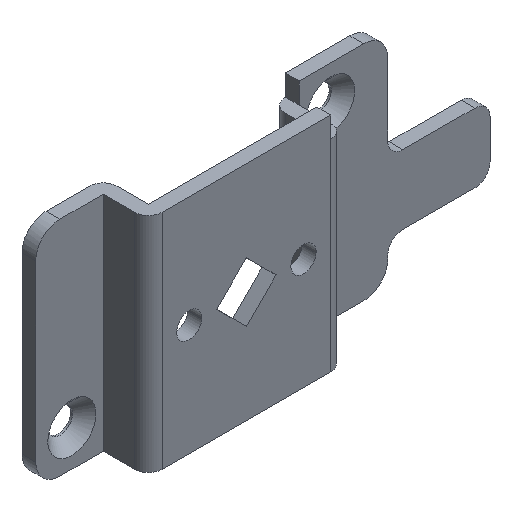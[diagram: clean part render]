
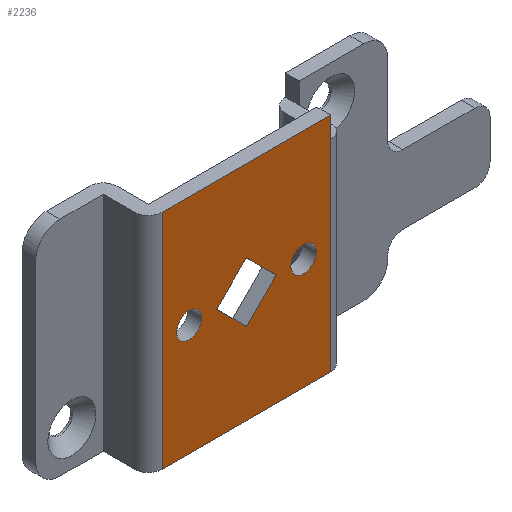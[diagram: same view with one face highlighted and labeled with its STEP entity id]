
A CAD part, isometric view. The second image highlights one B-rep face of the part: STEP entity #2236.
In plain terms, the highlighted free-form (B-spline) face has degree [1, 1] with [2, 2] control points.
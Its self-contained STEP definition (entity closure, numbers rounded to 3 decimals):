
#718=CARTESIAN_POINT('',(-9.5,-32.3,2.1));
#719=VERTEX_POINT('',#718);
#720=CARTESIAN_POINT('',(-11.594,-32.3,0.165));
#721=VERTEX_POINT('',#720);
#722=CARTESIAN_POINT('',(-9.5,-32.3,2.1));
#723=CARTESIAN_POINT('',(-11.441,-32.3,2.1));
#724=CARTESIAN_POINT('',(-11.594,-32.3,0.165));
#732=(BOUNDED_CURVE()B_SPLINE_CURVE(2,(#722,#723,#724),.UNSPECIFIED.,.F.,.U.)B_SPLINE_CURVE_WITH_KNOTS((3,3),(0.0,0.236),.UNSPECIFIED.)CURVE()GEOMETRIC_REPRESENTATION_ITEM()RATIONAL_B_SPLINE_CURVE((1.0,0.723,0.97))REPRESENTATION_ITEM(''));
#733=EDGE_CURVE('',#719,#721,#732,.T.);
#774=CARTESIAN_POINT('',(-7.406,-32.3,-0.165));
#775=VERTEX_POINT('',#774);
#781=CARTESIAN_POINT('',(-7.406,-32.3,-0.165));
#782=CARTESIAN_POINT('',(-7.4,-32.3,-0.083));
#783=CARTESIAN_POINT('',(-7.4,-32.3,0.0));
#784=CARTESIAN_POINT('',(-7.4,-32.3,2.1));
#785=CARTESIAN_POINT('',(-9.5,-32.3,2.1));
#793=(BOUNDED_CURVE()B_SPLINE_CURVE(2,(#781,#782,#783,#784,#785),.UNSPECIFIED.,.F.,.U.)B_SPLINE_CURVE_WITH_KNOTS((3,2,3),(0.736,0.75,1.0),.UNSPECIFIED.)CURVE()GEOMETRIC_REPRESENTATION_ITEM()RATIONAL_B_SPLINE_CURVE((0.97,0.984,1.0,0.707,1.0))REPRESENTATION_ITEM(''));
#794=EDGE_CURVE('',#775,#719,#793,.T.);
#817=CARTESIAN_POINT('',(-9.5,-32.3,-2.1));
#818=VERTEX_POINT('',#817);
#819=CARTESIAN_POINT('',(-11.594,-32.3,0.165));
#820=CARTESIAN_POINT('',(-11.6,-32.3,0.083));
#821=CARTESIAN_POINT('',(-11.6,-32.3,0.0));
#822=CARTESIAN_POINT('',(-11.6,-32.3,-2.1));
#823=CARTESIAN_POINT('',(-9.5,-32.3,-2.1));
#831=(BOUNDED_CURVE()B_SPLINE_CURVE(2,(#819,#820,#821,#822,#823),.UNSPECIFIED.,.F.,.U.)B_SPLINE_CURVE_WITH_KNOTS((3,2,3),(0.236,0.25,0.5),.UNSPECIFIED.)CURVE()GEOMETRIC_REPRESENTATION_ITEM()RATIONAL_B_SPLINE_CURVE((0.97,0.984,1.0,0.707,1.0))REPRESENTATION_ITEM(''));
#832=EDGE_CURVE('',#721,#818,#831,.T.);
#834=CARTESIAN_POINT('',(-9.5,-32.3,-2.1));
#835=CARTESIAN_POINT('',(-7.559,-32.3,-2.1));
#836=CARTESIAN_POINT('',(-7.406,-32.3,-0.165));
#844=(BOUNDED_CURVE()B_SPLINE_CURVE(2,(#834,#835,#836),.UNSPECIFIED.,.F.,.U.)B_SPLINE_CURVE_WITH_KNOTS((3,3),(0.5,0.736),.UNSPECIFIED.)CURVE()GEOMETRIC_REPRESENTATION_ITEM()RATIONAL_B_SPLINE_CURVE((1.0,0.723,0.97))REPRESENTATION_ITEM(''));
#845=EDGE_CURVE('',#818,#775,#844,.T.);
#900=CARTESIAN_POINT('',(9.5,-32.3,2.1));
#901=VERTEX_POINT('',#900);
#902=CARTESIAN_POINT('',(7.406,-32.3,0.165));
#903=VERTEX_POINT('',#902);
#904=CARTESIAN_POINT('',(9.5,-32.3,2.1));
#905=CARTESIAN_POINT('',(7.559,-32.3,2.1));
#906=CARTESIAN_POINT('',(7.406,-32.3,0.165));
#914=(BOUNDED_CURVE()B_SPLINE_CURVE(2,(#904,#905,#906),.UNSPECIFIED.,.F.,.U.)B_SPLINE_CURVE_WITH_KNOTS((3,3),(0.0,0.236),.UNSPECIFIED.)CURVE()GEOMETRIC_REPRESENTATION_ITEM()RATIONAL_B_SPLINE_CURVE((1.0,0.723,0.97))REPRESENTATION_ITEM(''));
#915=EDGE_CURVE('',#901,#903,#914,.T.);
#956=CARTESIAN_POINT('',(11.594,-32.3,-0.165));
#957=VERTEX_POINT('',#956);
#963=CARTESIAN_POINT('',(11.594,-32.3,-0.165));
#964=CARTESIAN_POINT('',(11.6,-32.3,-0.083));
#965=CARTESIAN_POINT('',(11.6,-32.3,0.0));
#966=CARTESIAN_POINT('',(11.6,-32.3,2.1));
#967=CARTESIAN_POINT('',(9.5,-32.3,2.1));
#975=(BOUNDED_CURVE()B_SPLINE_CURVE(2,(#963,#964,#965,#966,#967),.UNSPECIFIED.,.F.,.U.)B_SPLINE_CURVE_WITH_KNOTS((3,2,3),(0.736,0.75,1.0),.UNSPECIFIED.)CURVE()GEOMETRIC_REPRESENTATION_ITEM()RATIONAL_B_SPLINE_CURVE((0.97,0.984,1.0,0.707,1.0))REPRESENTATION_ITEM(''));
#976=EDGE_CURVE('',#957,#901,#975,.T.);
#999=CARTESIAN_POINT('',(9.5,-32.3,-2.1));
#1000=VERTEX_POINT('',#999);
#1001=CARTESIAN_POINT('',(7.406,-32.3,0.165));
#1002=CARTESIAN_POINT('',(7.4,-32.3,0.083));
#1003=CARTESIAN_POINT('',(7.4,-32.3,0.0));
#1004=CARTESIAN_POINT('',(7.4,-32.3,-2.1));
#1005=CARTESIAN_POINT('',(9.5,-32.3,-2.1));
#1013=(BOUNDED_CURVE()B_SPLINE_CURVE(2,(#1001,#1002,#1003,#1004,#1005),.UNSPECIFIED.,.F.,.U.)B_SPLINE_CURVE_WITH_KNOTS((3,2,3),(0.236,0.25,0.5),.UNSPECIFIED.)CURVE()GEOMETRIC_REPRESENTATION_ITEM()RATIONAL_B_SPLINE_CURVE((0.97,0.984,1.0,0.707,1.0))REPRESENTATION_ITEM(''));
#1014=EDGE_CURVE('',#903,#1000,#1013,.T.);
#1016=CARTESIAN_POINT('',(9.5,-32.3,-2.1));
#1017=CARTESIAN_POINT('',(11.441,-32.3,-2.1));
#1018=CARTESIAN_POINT('',(11.594,-32.3,-0.165));
#1026=(BOUNDED_CURVE()B_SPLINE_CURVE(2,(#1016,#1017,#1018),.UNSPECIFIED.,.F.,.U.)B_SPLINE_CURVE_WITH_KNOTS((3,3),(0.5,0.736),.UNSPECIFIED.)CURVE()GEOMETRIC_REPRESENTATION_ITEM()RATIONAL_B_SPLINE_CURVE((1.0,0.723,0.97))REPRESENTATION_ITEM(''));
#1027=EDGE_CURVE('',#1000,#957,#1026,.T.);
#1661=CARTESIAN_POINT('',(14.0,-32.3,15.0));
#1662=VERTEX_POINT('',#1661);
#1731=CARTESIAN_POINT('',(14.0,-32.3,18.5));
#1732=VERTEX_POINT('',#1731);
#1740=CARTESIAN_POINT('',(14.0,-32.3,15.0));
#1741=CARTESIAN_POINT('',(14.0,-32.3,18.5));
#1742=QUASI_UNIFORM_CURVE('',1,(#1740,#1741),.UNSPECIFIED.,.F.,.U.);
#1743=EDGE_CURVE('',#1662,#1732,#1742,.T.);
#1768=CARTESIAN_POINT('',(0.,-32.3,4.95));
#1769=VERTEX_POINT('',#1768);
#1775=CARTESIAN_POINT('',(-4.95,-32.3,0.0));
#1776=VERTEX_POINT('',#1775);
#1777=CARTESIAN_POINT('',(0.,-32.3,4.95));
#1778=CARTESIAN_POINT('',(-4.95,-32.3,0.0));
#1779=QUASI_UNIFORM_CURVE('',1,(#1777,#1778),.UNSPECIFIED.,.F.,.U.);
#1780=EDGE_CURVE('',#1769,#1776,#1779,.T.);
#1802=CARTESIAN_POINT('',(4.95,-32.3,0.0));
#1803=VERTEX_POINT('',#1802);
#1809=CARTESIAN_POINT('',(4.95,-32.3,0.0));
#1810=CARTESIAN_POINT('',(0.,-32.3,4.95));
#1811=QUASI_UNIFORM_CURVE('',1,(#1809,#1810),.UNSPECIFIED.,.F.,.U.);
#1812=EDGE_CURVE('',#1803,#1769,#1811,.T.);
#1830=CARTESIAN_POINT('',(0.0,-32.3,-4.95));
#1831=VERTEX_POINT('',#1830);
#1837=CARTESIAN_POINT('',(0.0,-32.3,-4.95));
#1838=CARTESIAN_POINT('',(4.95,-32.3,0.0));
#1839=QUASI_UNIFORM_CURVE('',1,(#1837,#1838),.UNSPECIFIED.,.F.,.U.);
#1840=EDGE_CURVE('',#1831,#1803,#1839,.T.);
#1857=CARTESIAN_POINT('',(-4.95,-32.3,0.0));
#1858=CARTESIAN_POINT('',(0.0,-32.3,-4.95));
#1859=QUASI_UNIFORM_CURVE('',1,(#1857,#1858),.UNSPECIFIED.,.F.,.U.);
#1860=EDGE_CURVE('',#1776,#1831,#1859,.T.);
#1936=CARTESIAN_POINT('',(-14.0,-32.3,18.5));
#1937=VERTEX_POINT('',#1936);
#1952=CARTESIAN_POINT('',(-14.0,-32.3,-18.5));
#1953=VERTEX_POINT('',#1952);
#1967=CARTESIAN_POINT('',(-14.0,-32.3,-18.5));
#1968=CARTESIAN_POINT('',(-14.0,-32.3,18.5));
#1969=QUASI_UNIFORM_CURVE('',1,(#1967,#1968),.UNSPECIFIED.,.F.,.U.);
#1970=EDGE_CURVE('',#1953,#1937,#1969,.T.);
#1990=CARTESIAN_POINT('',(14.0,-32.3,-18.5));
#1991=VERTEX_POINT('',#1990);
#1992=CARTESIAN_POINT('',(14.0,-32.3,-18.5));
#1993=CARTESIAN_POINT('',(14.0,-32.3,15.0));
#1994=QUASI_UNIFORM_CURVE('',1,(#1992,#1993),.UNSPECIFIED.,.F.,.U.);
#1995=EDGE_CURVE('',#1991,#1662,#1994,.T.);
#2198=CARTESIAN_POINT('',(-15.399,-32.3,-20.348));
#2199=CARTESIAN_POINT('',(-15.399,-32.3,20.348));
#2200=CARTESIAN_POINT('',(15.399,-32.3,-20.348));
#2201=CARTESIAN_POINT('',(15.399,-32.3,20.348));
#2202=B_SPLINE_SURFACE_WITH_KNOTS('',1,1,((#2198,#2200),(#2199,#2201)),.UNSPECIFIED.,.F.,.F.,.U.,(2,2),(2,2),(0.0,40.696),(0.0,30.797),.UNSPECIFIED.);
#2203=CARTESIAN_POINT('',(14.0,-32.3,18.5));
#2204=CARTESIAN_POINT('',(-14.0,-32.3,18.5));
#2205=QUASI_UNIFORM_CURVE('',1,(#2203,#2204),.UNSPECIFIED.,.F.,.U.);
#2206=EDGE_CURVE('',#1732,#1937,#2205,.T.);
#2207=ORIENTED_EDGE('',*,*,#2206,.T.);
#2208=ORIENTED_EDGE('',*,*,#1970,.F.);
#2209=CARTESIAN_POINT('',(14.0,-32.3,-18.5));
#2210=CARTESIAN_POINT('',(-14.0,-32.3,-18.5));
#2211=QUASI_UNIFORM_CURVE('',1,(#2209,#2210),.UNSPECIFIED.,.F.,.U.);
#2212=EDGE_CURVE('',#1991,#1953,#2211,.T.);
#2213=ORIENTED_EDGE('',*,*,#2212,.F.);
#2214=ORIENTED_EDGE('',*,*,#1995,.T.);
#2215=ORIENTED_EDGE('',*,*,#1743,.T.);
#2216=EDGE_LOOP('',(#2207,#2208,#2213,#2214,#2215));
#2217=FACE_OUTER_BOUND('',#2216,.T.);
#2218=ORIENTED_EDGE('',*,*,#1860,.F.);
#2219=ORIENTED_EDGE('',*,*,#1780,.F.);
#2220=ORIENTED_EDGE('',*,*,#1812,.F.);
#2221=ORIENTED_EDGE('',*,*,#1840,.F.);
#2222=EDGE_LOOP('',(#2218,#2219,#2220,#2221));
#2223=FACE_BOUND('',#2222,.T.);
#2224=ORIENTED_EDGE('',*,*,#1027,.F.);
#2225=ORIENTED_EDGE('',*,*,#1014,.F.);
#2226=ORIENTED_EDGE('',*,*,#915,.F.);
#2227=ORIENTED_EDGE('',*,*,#976,.F.);
#2228=EDGE_LOOP('',(#2224,#2225,#2226,#2227));
#2229=FACE_BOUND('',#2228,.T.);
#2230=ORIENTED_EDGE('',*,*,#845,.F.);
#2231=ORIENTED_EDGE('',*,*,#832,.F.);
#2232=ORIENTED_EDGE('',*,*,#733,.F.);
#2233=ORIENTED_EDGE('',*,*,#794,.F.);
#2234=EDGE_LOOP('',(#2230,#2231,#2232,#2233));
#2235=FACE_BOUND('',#2234,.T.);
#2236=ADVANCED_FACE('',(#2217,#2223,#2229,#2235),#2202,.F.);
